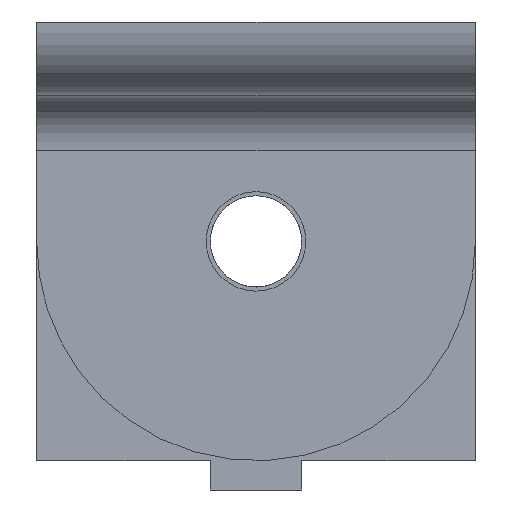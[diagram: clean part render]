
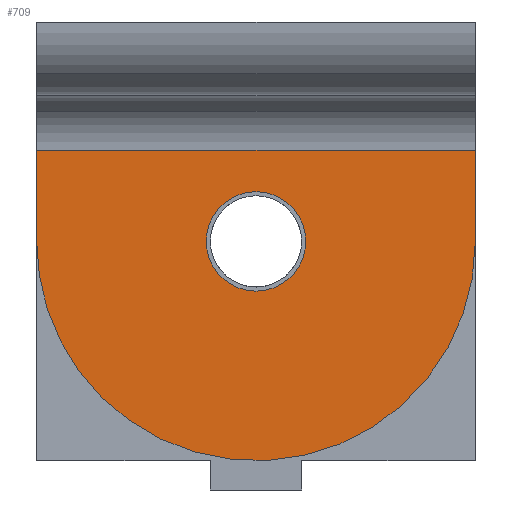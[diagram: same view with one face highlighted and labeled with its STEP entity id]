
A CAD part, left-side view. The second image highlights one B-rep face of the part: STEP entity #709.
In plain terms, the highlighted planar face has unit normal (-1, 0, 0).
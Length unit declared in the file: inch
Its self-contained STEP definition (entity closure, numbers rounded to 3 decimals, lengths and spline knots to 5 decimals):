
#137=CARTESIAN_POINT('',(-1.,0.53033,0.21967));
#138=VERTEX_POINT('',#137);
#154=CARTESIAN_POINT('',(-1.0,-0.75,0.75));
#155=VERTEX_POINT('',#154);
#162=CARTESIAN_POINT('',(-1.0,0.,0.75));
#163=DIRECTION('',(1.0,0.,0.));
#164=DIRECTION('',(0.,0.707,-0.707));
#165=AXIS2_PLACEMENT_3D('',#162,#163,#164);
#166=CIRCLE('',#165,0.75);
#167=EDGE_CURVE('',#155,#138,#166,.T.);
#177=CARTESIAN_POINT('',(-1.0,-0.17,0.75));
#178=VERTEX_POINT('',#177);
#187=CARTESIAN_POINT('',(-1.0,0.17,0.75));
#188=VERTEX_POINT('',#187);
#189=CARTESIAN_POINT('',(-1.0,0.,0.75));
#190=DIRECTION('',(1.0,0.0,0.0));
#191=DIRECTION('',(0.0,-1.0,0.0));
#192=AXIS2_PLACEMENT_3D('',#189,#190,#191);
#193=CIRCLE('',#192,0.17);
#194=EDGE_CURVE('',#188,#178,#193,.T.);
#388=CARTESIAN_POINT('',(-1.0,0.75,1.062));
#389=VERTEX_POINT('',#388);
#397=CARTESIAN_POINT('',(-1.0,-0.75,1.062));
#398=VERTEX_POINT('',#397);
#399=CARTESIAN_POINT('',(-1.0,0.75,1.062));
#400=DIRECTION('',(0.0,-1.0,0.0));
#401=VECTOR('',#400,1.5);
#402=LINE('',#399,#401);
#403=EDGE_CURVE('',#389,#398,#402,.T.);
#541=CARTESIAN_POINT('',(-1.0,0.75,0.75));
#542=VERTEX_POINT('',#541);
#549=CARTESIAN_POINT('',(-1.0,0.75,0.75));
#550=DIRECTION('',(0.0,0.0,1.0));
#551=VECTOR('',#550,0.312);
#552=LINE('',#549,#551);
#553=EDGE_CURVE('',#542,#389,#552,.T.);
#618=CARTESIAN_POINT('',(-1.0,0.,0.75));
#619=DIRECTION('',(1.0,0.0,0.0));
#620=DIRECTION('',(0.0,-1.0,0.0));
#621=AXIS2_PLACEMENT_3D('',#618,#619,#620);
#622=CIRCLE('',#621,0.17);
#623=EDGE_CURVE('',#178,#188,#622,.T.);
#633=CARTESIAN_POINT('',(-1.0,-0.75,1.062));
#634=DIRECTION('',(0.0,0.0,-1.0));
#635=VECTOR('',#634,0.312);
#636=LINE('',#633,#635);
#637=EDGE_CURVE('',#398,#155,#636,.T.);
#661=CARTESIAN_POINT('',(-1.0,0.,0.75));
#662=DIRECTION('',(1.0,0.,0.));
#663=DIRECTION('',(0.,0.707,-0.707));
#664=AXIS2_PLACEMENT_3D('',#661,#662,#663);
#665=CIRCLE('',#664,0.75);
#666=EDGE_CURVE('',#138,#542,#665,.T.);
#693=CARTESIAN_POINT('',(-1.0,0.,0.85951));
#694=DIRECTION('',(-1.0,0.0,0.0));
#695=DIRECTION('',(0.0,0.0,-1.0));
#696=AXIS2_PLACEMENT_3D('',#693,#694,#695);
#697=PLANE('',#696);
#698=ORIENTED_EDGE('',*,*,#403,.F.);
#699=ORIENTED_EDGE('',*,*,#553,.F.);
#700=ORIENTED_EDGE('',*,*,#666,.F.);
#701=ORIENTED_EDGE('',*,*,#167,.F.);
#702=ORIENTED_EDGE('',*,*,#637,.F.);
#703=EDGE_LOOP('',(#698,#699,#700,#701,#702));
#704=FACE_OUTER_BOUND('',#703,.T.);
#705=ORIENTED_EDGE('',*,*,#623,.T.);
#706=ORIENTED_EDGE('',*,*,#194,.T.);
#707=EDGE_LOOP('',(#705,#706));
#708=FACE_BOUND('',#707,.T.);
#709=ADVANCED_FACE('',(#704,#708),#697,.T.);
